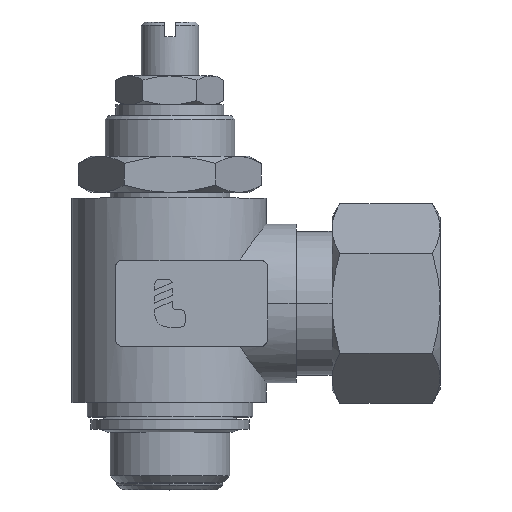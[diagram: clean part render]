
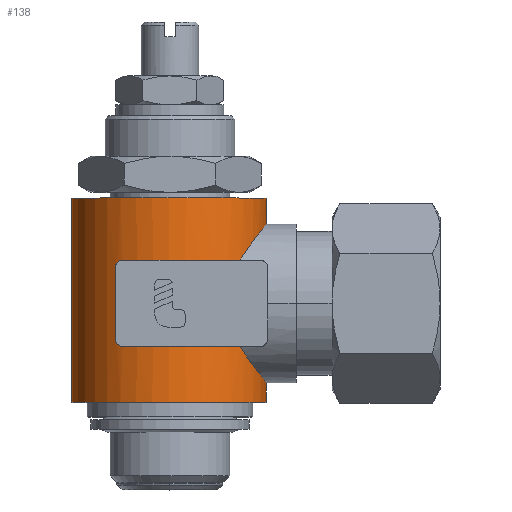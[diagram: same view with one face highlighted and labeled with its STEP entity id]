
A CAD part, top view. The second image highlights one B-rep face of the part: STEP entity #138.
In plain terms, the highlighted cylindrical face has radius 13.5 mm (diameter 27 mm), a partial arc.
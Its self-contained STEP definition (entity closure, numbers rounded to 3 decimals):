
#138=ADVANCED_FACE('',(#414),#415,.T.);
#414=FACE_OUTER_BOUND('',#791,.T.);
#415=CYLINDRICAL_SURFACE('',#792,13.5);
#791=EDGE_LOOP('',(#1680,#1681,#1682,#1683,#1684,#1685,#1686,#1687,#1688,#1689,#1690,#1691,#1692,#1693));
#792=AXIS2_PLACEMENT_3D('',#1694,#1695,#1696);
#1680=ORIENTED_EDGE('',*,*,#2465,.T.);
#1681=ORIENTED_EDGE('',*,*,#2629,.T.);
#1682=ORIENTED_EDGE('',*,*,#2603,.T.);
#1683=ORIENTED_EDGE('',*,*,#2601,.T.);
#1684=ORIENTED_EDGE('',*,*,#2590,.T.);
#1685=ORIENTED_EDGE('',*,*,#2580,.T.);
#1686=ORIENTED_EDGE('',*,*,#2584,.T.);
#1687=ORIENTED_EDGE('',*,*,#2598,.T.);
#1688=ORIENTED_EDGE('',*,*,#2595,.T.);
#1689=ORIENTED_EDGE('',*,*,#2419,.T.);
#1690=ORIENTED_EDGE('',*,*,#2469,.T.);
#1691=ORIENTED_EDGE('',*,*,#2630,.F.);
#1692=ORIENTED_EDGE('',*,*,#2467,.T.);
#1693=ORIENTED_EDGE('',*,*,#2631,.F.);
#1694=CARTESIAN_POINT('',(-0.115,26.342,0.0));
#1695=DIRECTION('',(-0.0,1.0,0.0));
#1696=DIRECTION('',(1.0,0.0,0.0));
#2419=EDGE_CURVE('',#2896,#2894,#2897,.T.);
#2465=EDGE_CURVE('',#2987,#2988,#2989,.T.);
#2467=EDGE_CURVE('',#2992,#2990,#2993,.T.);
#2469=EDGE_CURVE('',#2894,#2994,#2996,.T.);
#2580=EDGE_CURVE('',#3179,#3180,#3181,.T.);
#2584=EDGE_CURVE('',#3180,#3187,#3188,.T.);
#2590=EDGE_CURVE('',#3197,#3179,#3198,.T.);
#2595=EDGE_CURVE('',#3205,#2896,#3206,.T.);
#2598=EDGE_CURVE('',#3187,#3205,#3210,.T.);
#2601=EDGE_CURVE('',#3213,#3197,#3214,.T.);
#2603=EDGE_CURVE('',#3216,#3213,#3217,.T.);
#2629=EDGE_CURVE('',#2988,#3216,#3255,.T.);
#2630=EDGE_CURVE('',#2992,#2994,#3256,.T.);
#2631=EDGE_CURVE('',#2987,#2990,#3257,.T.);
#2894=VERTEX_POINT('',#3633);
#2896=VERTEX_POINT('',#3648);
#2897=B_SPLINE_CURVE_WITH_KNOTS('',3,(#3649,#3650,#3651,#3652,#3653,#3654,#3655,#3656,#3657,#3658,#3659,#3660,#3661,#3662),.UNSPECIFIED.,.F.,.F.,(4,2,2,2,2,2,4),(42.268,42.501,44.771,46.962,49.153,51.344,53.534),.UNSPECIFIED.);
#2987=VERTEX_POINT('',#3913);
#2988=VERTEX_POINT('',#3914);
#2989=LINE('',#3915,#3916);
#2990=VERTEX_POINT('',#3917);
#2992=VERTEX_POINT('',#3919);
#2993=LINE('',#3920,#3921);
#2994=VERTEX_POINT('',#3922);
#2996=LINE('',#3924,#3925);
#3179=VERTEX_POINT('',#4328);
#3180=VERTEX_POINT('',#4329);
#3181=LINE('',#4330,#4331);
#3187=VERTEX_POINT('',#4340);
#3188=B_SPLINE_CURVE_WITH_KNOTS('',3,(#4341,#4342,#4343,#4344,#4345,#4346,#4347,#4348,#4349,#4350,#4351,#4352),.UNSPECIFIED.,.F.,.F.,(4,2,2,2,2,4),(0.0,0.376,0.752,1.192,1.632,2.057),.UNSPECIFIED.);
#3197=VERTEX_POINT('',#4364);
#3198=B_SPLINE_CURVE_WITH_KNOTS('',3,(#4365,#4366,#4367,#4368,#4369,#4370,#4371,#4372,#4373,#4374,#4375,#4376),.UNSPECIFIED.,.F.,.F.,(4,2,2,2,2,4),(1.172,1.597,2.037,2.478,2.853,3.229),.UNSPECIFIED.);
#3205=VERTEX_POINT('',#4386);
#3206=CIRCLE('',#4387,13.5);
#3210=CIRCLE('',#4393,13.5);
#3213=VERTEX_POINT('',#4398);
#3214=CIRCLE('',#4399,13.5);
#3216=VERTEX_POINT('',#4402);
#3217=CIRCLE('',#4403,13.5);
#3255=B_SPLINE_CURVE_WITH_KNOTS('',3,(#4483,#4484,#4485,#4486,#4487,#4488,#4489,#4490,#4491,#4492,#4493,#4494,#4495,#4496),.UNSPECIFIED.,.F.,.F.,(4,2,2,2,2,2,4),(17.845,20.036,22.227,24.417,26.608,28.879,29.111),.UNSPECIFIED.);
#3256=CIRCLE('',#4497,13.5);
#3257=CIRCLE('',#4498,13.5);
#3633=CARTESIAN_POINT('',(13.385,36.905,0.));
#3648=CARTESIAN_POINT('',(9.746,31.904,9.22));
#3649=CARTESIAN_POINT('',(9.746,31.904,9.22));
#3650=CARTESIAN_POINT('',(9.783,31.965,9.18));
#3651=CARTESIAN_POINT('',(9.82,32.025,9.14));
#3652=CARTESIAN_POINT('',(10.218,32.667,8.704));
#3653=CARTESIAN_POINT('',(10.581,33.204,8.257));
#3654=CARTESIAN_POINT('',(11.245,34.145,7.316));
#3655=CARTESIAN_POINT('',(11.571,34.588,6.79));
#3656=CARTESIAN_POINT('',(12.173,35.382,5.628));
#3657=CARTESIAN_POINT('',(12.448,35.734,4.992));
#3658=CARTESIAN_POINT('',(12.903,36.309,3.644));
#3659=CARTESIAN_POINT('',(13.083,36.533,2.931));
#3660=CARTESIAN_POINT('',(13.324,36.831,1.474));
#3661=CARTESIAN_POINT('',(13.385,36.905,0.73));
#3662=CARTESIAN_POINT('',(13.385,36.905,0.));
#3913=CARTESIAN_POINT('',(13.385,12.145,0.0));
#3914=CARTESIAN_POINT('',(13.385,14.905,0.));
#3915=CARTESIAN_POINT('',(13.385,26.342,0.));
#3916=VECTOR('',#5564,1.0);
#3917=CARTESIAN_POINT('',(-13.615,12.145,0.));
#3919=CARTESIAN_POINT('',(-13.615,40.539,0.));
#3920=CARTESIAN_POINT('',(-13.615,26.342,0.));
#3921=VECTOR('',#5568,1.0);
#3922=CARTESIAN_POINT('',(13.385,40.539,0.0));
#3924=CARTESIAN_POINT('',(13.385,26.342,0.));
#3925=VECTOR('',#5572,1.0);
#4328=CARTESIAN_POINT('',(-7.538,20.662,11.277));
#4329=CARTESIAN_POINT('',(-7.538,31.147,11.277));
#4330=CARTESIAN_POINT('',(-7.538,25.905,11.277));
#4331=VECTOR('',#5742,1.0);
#4340=CARTESIAN_POINT('',(-6.567,31.905,11.858));
#4341=CARTESIAN_POINT('',(-7.567,30.905,11.257));
#4342=CARTESIAN_POINT('',(-7.567,31.03,11.257));
#4343=CARTESIAN_POINT('',(-7.542,31.161,11.274));
#4344=CARTESIAN_POINT('',(-7.446,31.4,11.337));
#4345=CARTESIAN_POINT('',(-7.374,31.506,11.383));
#4346=CARTESIAN_POINT('',(-7.203,31.688,11.49));
#4347=CARTESIAN_POINT('',(-7.087,31.77,11.562));
#4348=CARTESIAN_POINT('',(-6.833,31.878,11.711));
#4349=CARTESIAN_POINT('',(-6.696,31.905,11.788));
#4350=CARTESIAN_POINT('',(-6.443,31.905,11.926));
#4351=CARTESIAN_POINT('',(-6.308,31.88,11.997));
#4352=CARTESIAN_POINT('',(-6.182,31.827,12.06));
#4364=CARTESIAN_POINT('',(-6.567,19.905,11.858));
#4365=CARTESIAN_POINT('',(-6.182,19.982,12.06));
#4366=CARTESIAN_POINT('',(-6.308,19.929,11.997));
#4367=CARTESIAN_POINT('',(-6.443,19.905,11.926));
#4368=CARTESIAN_POINT('',(-6.696,19.905,11.788));
#4369=CARTESIAN_POINT('',(-6.833,19.931,11.711));
#4370=CARTESIAN_POINT('',(-7.087,20.039,11.562));
#4371=CARTESIAN_POINT('',(-7.203,20.121,11.49));
#4372=CARTESIAN_POINT('',(-7.374,20.303,11.383));
#4373=CARTESIAN_POINT('',(-7.446,20.409,11.337));
#4374=CARTESIAN_POINT('',(-7.542,20.648,11.274));
#4375=CARTESIAN_POINT('',(-7.567,20.779,11.257));
#4376=CARTESIAN_POINT('',(-7.567,20.905,11.257));
#4386=CARTESIAN_POINT('',(-0.115,31.905,13.5));
#4387=AXIS2_PLACEMENT_3D('',#5761,#5762,#5763);
#4393=AXIS2_PLACEMENT_3D('',#5766,#5767,#5768);
#4398=CARTESIAN_POINT('',(-0.115,19.905,13.5));
#4399=AXIS2_PLACEMENT_3D('',#5771,#5772,#5773);
#4402=CARTESIAN_POINT('',(9.746,19.905,9.22));
#4403=AXIS2_PLACEMENT_3D('',#5775,#5776,#5777);
#4483=CARTESIAN_POINT('',(13.385,14.905,0.));
#4484=CARTESIAN_POINT('',(13.385,14.905,0.73));
#4485=CARTESIAN_POINT('',(13.324,14.978,1.474));
#4486=CARTESIAN_POINT('',(13.083,15.276,2.931));
#4487=CARTESIAN_POINT('',(12.903,15.5,3.644));
#4488=CARTESIAN_POINT('',(12.448,16.075,4.992));
#4489=CARTESIAN_POINT('',(12.173,16.427,5.628));
#4490=CARTESIAN_POINT('',(11.571,17.221,6.79));
#4491=CARTESIAN_POINT('',(11.245,17.664,7.316));
#4492=CARTESIAN_POINT('',(10.581,18.605,8.257));
#4493=CARTESIAN_POINT('',(10.218,19.142,8.704));
#4494=CARTESIAN_POINT('',(9.82,19.784,9.14));
#4495=CARTESIAN_POINT('',(9.783,19.844,9.18));
#4496=CARTESIAN_POINT('',(9.746,19.905,9.22));
#4497=AXIS2_PLACEMENT_3D('',#5815,#5816,#5817);
#4498=AXIS2_PLACEMENT_3D('',#5818,#5819,#5820);
#5564=DIRECTION('',(0.0,1.0,0.0));
#5568=DIRECTION('',(-0.0,-1.0,-0.0));
#5572=DIRECTION('',(0.0,1.0,0.0));
#5742=DIRECTION('',(0.0,1.0,0.0));
#5761=CARTESIAN_POINT('',(-0.115,31.905,0.0));
#5762=DIRECTION('',(-0.0,1.0,0.0));
#5763=DIRECTION('',(1.0,0.0,0.0));
#5766=CARTESIAN_POINT('',(-0.115,31.905,0.0));
#5767=DIRECTION('',(-0.0,1.0,0.0));
#5768=DIRECTION('',(1.0,0.0,0.0));
#5771=CARTESIAN_POINT('',(-0.115,19.905,0.0));
#5772=DIRECTION('',(0.0,-1.0,0.0));
#5773=DIRECTION('',(1.0,0.0,0.0));
#5775=CARTESIAN_POINT('',(-0.115,19.905,0.0));
#5776=DIRECTION('',(0.0,-1.0,0.0));
#5777=DIRECTION('',(1.0,0.0,0.0));
#5815=CARTESIAN_POINT('',(-0.115,40.539,0.0));
#5816=DIRECTION('',(-0.0,1.0,0.0));
#5817=DIRECTION('',(1.0,0.0,0.0));
#5818=CARTESIAN_POINT('',(-0.115,12.145,0.0));
#5819=DIRECTION('',(0.0,-1.0,0.0));
#5820=DIRECTION('',(1.0,0.0,0.0));
